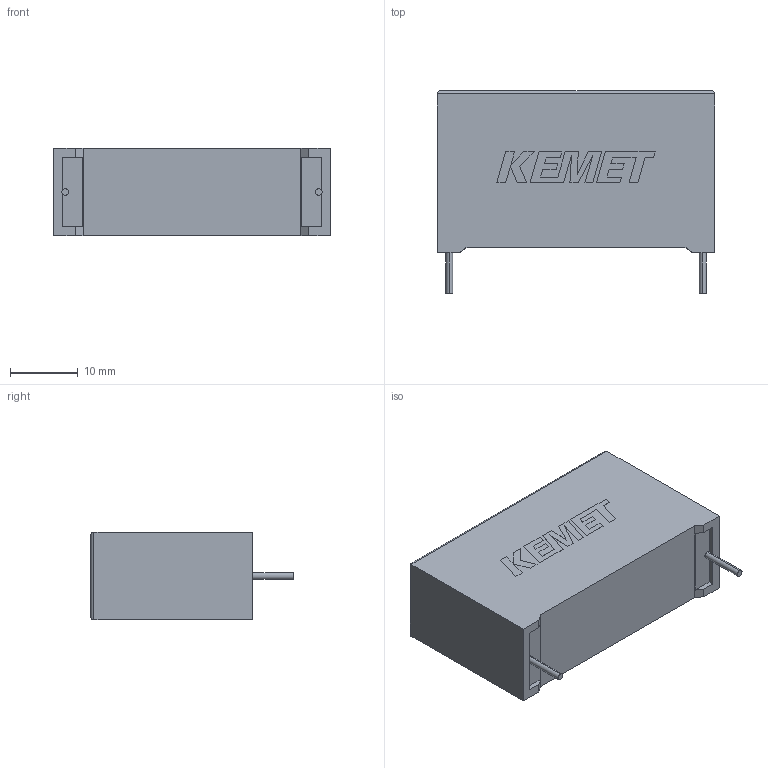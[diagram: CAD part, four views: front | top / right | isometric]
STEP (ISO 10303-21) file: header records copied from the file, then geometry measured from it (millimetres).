
FILE_DESCRIPTION (( 'STEP AP214' ), '1' );
FILE_NAME ('CFR_RB2_41X24X13_L41H24T13S37.5LL6F1.STEP', '2022-04-17T21:56:49', ( '' ), ( '' ), 'SwSTEP 2.0', 'SolidWorks 2021', '' );
FILE_SCHEMA (( 'AUTOMOTIVE_DESIGN' ));
Length unit declared in the file: millimetre
Products named in the file (1): CFR_RB2_41X24X13_L41H24T13S37.5LL6F1
Bounding box: 41 x 30 x 13.01 mm (x, y, z)
Volume: 12401.2 mm3; surface area: 3770.2 mm2
Topology: 4 solids, 4 shells, 87 faces, 233 edges, 154 vertices
Faces by surface type: plane 79, cylinder 8
Entity records: 3058 total; most frequent: CARTESIAN_POINT 487, ORIENTED_EDGE 466, DIRECTION 417, EDGE_CURVE 233, VECTOR 217, LINE 217, VERTEX_POINT 154, AXIS2_PLACEMENT_3D 100
